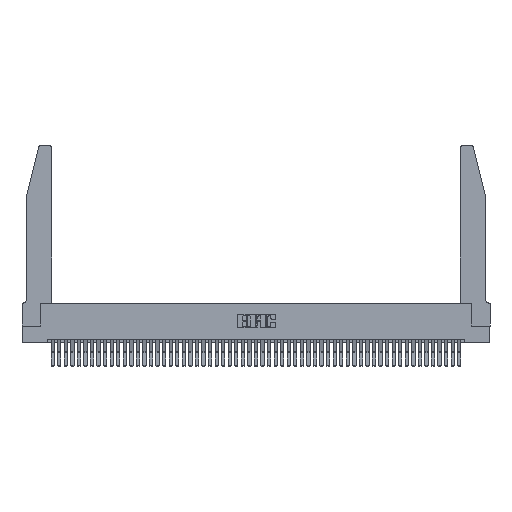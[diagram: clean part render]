
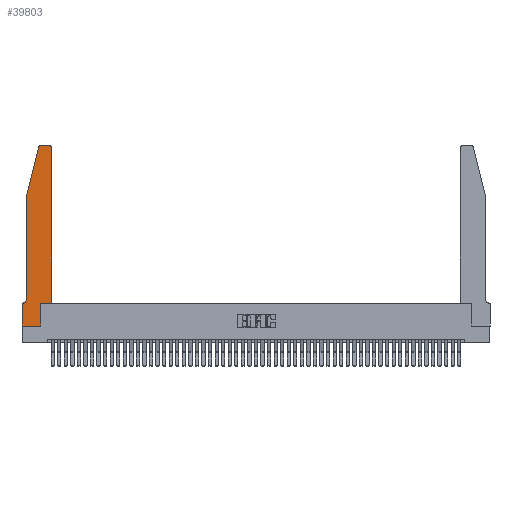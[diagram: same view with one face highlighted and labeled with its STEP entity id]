
A CAD part, top view. The second image highlights one B-rep face of the part: STEP entity #39803.
In plain terms, the highlighted planar face has unit normal (0, 0, 1).
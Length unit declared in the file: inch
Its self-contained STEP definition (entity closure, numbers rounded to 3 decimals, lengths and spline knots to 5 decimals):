
#447 = VECTOR ( 'NONE', #48170, 39.37008 ) ;
#834 = VECTOR ( 'NONE', #40878, 39.37008 ) ;
#919 = CARTESIAN_POINT ( 'NONE',  ( 0.0755, 2., 0.37 ) ) ;
#3545 = VECTOR ( 'NONE', #16370, 39.37008 ) ;
#3577 = EDGE_LOOP ( 'NONE', ( #45039, #18451, #10641, #4175, #41581, #12021, #5774, #22426, #37888, #39714, #16191, #39334 ) ) ;
#3902 = CIRCLE ( 'NONE', #48041, 0.03 ) ;
#4175 = ORIENTED_EDGE ( 'NONE', *, *, #46828, .T. ) ;
#4554 = EDGE_CURVE ( 'NONE', #16164, #26546, #16909, .T. ) ;
#4634 = CARTESIAN_POINT ( 'NONE',  ( 0.4505, 0.35, 0.37 ) ) ;
#4997 = CARTESIAN_POINT ( 'NONE',  ( 0., 0., 0.37 ) ) ;
#5048 = VECTOR ( 'NONE', #25087, 39.37008 ) ;
#5774 = ORIENTED_EDGE ( 'NONE', *, *, #7352, .T. ) ;
#6733 = EDGE_CURVE ( 'NONE', #13452, #40392, #11083, .T. ) ;
#6803 = EDGE_CURVE ( 'NONE', #31099, #23256, #50792, .T. ) ;
#7139 = DIRECTION ( 'NONE',  ( 0., 0., 1. ) ) ;
#7352 = EDGE_CURVE ( 'NONE', #20182, #16164, #35366, .T. ) ;
#7419 = EDGE_CURVE ( 'NONE', #40392, #24837, #34112, .T. ) ;
#9023 = CARTESIAN_POINT ( 'NONE',  ( 0.0755, 2., 0.37 ) ) ;
#10641 = ORIENTED_EDGE ( 'NONE', *, *, #11858, .T. ) ;
#11083 = LINE ( 'NONE', #16444, #447 ) ;
#11099 = CARTESIAN_POINT ( 'NONE',  ( 0., 0.35, 0.37 ) ) ;
#11245 = AXIS2_PLACEMENT_3D ( 'NONE', #14878, #42697, #18905 ) ;
#11453 = LINE ( 'NONE', #9023, #834 ) ;
#11858 = EDGE_CURVE ( 'NONE', #28850, #32970, #37192, .T. ) ;
#11867 = AXIS2_PLACEMENT_3D ( 'NONE', #40813, #16962, #44740 ) ;
#12021 = ORIENTED_EDGE ( 'NONE', *, *, #30448, .T. ) ;
#12329 = VECTOR ( 'NONE', #16460, 39.37008 ) ;
#12363 = CARTESIAN_POINT ( 'NONE',  ( 0., 0., 0.37 ) ) ;
#13272 = CARTESIAN_POINT ( 'NONE',  ( 0.4505, 2.72, 0.37 ) ) ;
#13452 = VERTEX_POINT ( 'NONE', #24252 ) ;
#13462 = CARTESIAN_POINT ( 'NONE',  ( 0.0755, 0.42, 0.37 ) ) ;
#13616 = CIRCLE ( 'NONE', #11245, 0.03 ) ;
#13796 = CARTESIAN_POINT ( 'NONE',  ( 0.2605, 2.75, 0.37 ) ) ;
#14489 = CARTESIAN_POINT ( 'NONE',  ( 0.2865, 0., 0.37 ) ) ;
#14878 = CARTESIAN_POINT ( 'NONE',  ( 0.4205, 2.72, 0.37 ) ) ;
#15094 = DIRECTION ( 'NONE',  ( 1., 0., 0. ) ) ;
#16164 = VERTEX_POINT ( 'NONE', #4997 ) ;
#16191 = ORIENTED_EDGE ( 'NONE', *, *, #7419, .T. ) ;
#16370 = DIRECTION ( 'NONE',  ( 0., -1., 0. ) ) ;
#16444 = CARTESIAN_POINT ( 'NONE',  ( 0.4505, 0.35, 0.37 ) ) ;
#16460 = DIRECTION ( 'NONE',  ( 0., 1., 0. ) ) ;
#16909 = LINE ( 'NONE', #42863, #47305 ) ;
#16962 = DIRECTION ( 'NONE',  ( 0., 0., -1. ) ) ;
#17040 = AXIS2_PLACEMENT_3D ( 'NONE', #11099, #38994, #15094 ) ;
#18451 = ORIENTED_EDGE ( 'NONE', *, *, #42436, .T. ) ;
#18905 = DIRECTION ( 'NONE',  ( 1., 0., 0. ) ) ;
#19454 = CARTESIAN_POINT ( 'NONE',  ( 0.25487, 2.72718, 0.37 ) ) ;
#20182 = VERTEX_POINT ( 'NONE', #42804 ) ;
#20844 = CARTESIAN_POINT ( 'NONE',  ( 0.2865, 0.35, 0.37 ) ) ;
#21656 = FACE_OUTER_BOUND ( 'NONE', #3577, .T. ) ;
#22426 = ORIENTED_EDGE ( 'NONE', *, *, #4554, .T. ) ;
#22910 = EDGE_CURVE ( 'NONE', #25392, #23264, #44083, .T. ) ;
#23115 = DIRECTION ( 'NONE',  ( 1., 0., 0. ) ) ;
#23256 = VERTEX_POINT ( 'NONE', #32100 ) ;
#23264 = VERTEX_POINT ( 'NONE', #24297 ) ;
#24252 = CARTESIAN_POINT ( 'NONE',  ( 0.2865, 0.35, 0.37 ) ) ;
#24297 = CARTESIAN_POINT ( 'NONE',  ( 0.284, 2.75, 0.37 ) ) ;
#24837 = VERTEX_POINT ( 'NONE', #13272 ) ;
#25087 = DIRECTION ( 'NONE',  ( -1., 0., 0. ) ) ;
#25392 = VERTEX_POINT ( 'NONE', #46861 ) ;
#26546 = VERTEX_POINT ( 'NONE', #14489 ) ;
#26577 = VECTOR ( 'NONE', #45099, 39.37008 ) ;
#28850 = VERTEX_POINT ( 'NONE', #19454 ) ;
#30448 = EDGE_CURVE ( 'NONE', #23256, #20182, #44817, .T. ) ;
#31006 = CARTESIAN_POINT ( 'NONE',  ( 0.284, 2.72, 0.37 ) ) ;
#31099 = VERTEX_POINT ( 'NONE', #13462 ) ;
#32100 = CARTESIAN_POINT ( 'NONE',  ( 0.0055, 0.35, 0.37 ) ) ;
#32970 = VERTEX_POINT ( 'NONE', #919 ) ;
#33603 = VECTOR ( 'NONE', #33896, 39.37008 ) ;
#33896 = DIRECTION ( 'NONE',  ( -1., 0., 0. ) ) ;
#34112 = LINE ( 'NONE', #4634, #12329 ) ;
#35025 = DIRECTION ( 'NONE',  ( 1., 0., 0. ) ) ;
#35216 = EDGE_CURVE ( 'NONE', #24837, #25392, #13616, .T. ) ;
#35366 = LINE ( 'NONE', #12363, #3545 ) ;
#37192 = LINE ( 'NONE', #37233, #26577 ) ;
#37233 = CARTESIAN_POINT ( 'NONE',  ( 0.0755, 2., 0.37 ) ) ;
#37888 = ORIENTED_EDGE ( 'NONE', *, *, #40074, .T. ) ;
#38994 = DIRECTION ( 'NONE',  ( 0., 0., 1. ) ) ;
#39334 = ORIENTED_EDGE ( 'NONE', *, *, #35216, .T. ) ;
#39714 = ORIENTED_EDGE ( 'NONE', *, *, #6733, .T. ) ;
#39803 = ADVANCED_FACE ( 'NONE', ( #21656 ), #50624, .T. ) ;
#40074 = EDGE_CURVE ( 'NONE', #26546, #13452, #42139, .T. ) ;
#40392 = VERTEX_POINT ( 'NONE', #50053 ) ;
#40813 = CARTESIAN_POINT ( 'NONE',  ( 0.0055, 0.42, 0.37 ) ) ;
#40878 = DIRECTION ( 'NONE',  ( 0., -1., 0. ) ) ;
#40923 = VECTOR ( 'NONE', #44764, 39.37008 ) ;
#41581 = ORIENTED_EDGE ( 'NONE', *, *, #6803, .T. ) ;
#42139 = LINE ( 'NONE', #20844, #40923 ) ;
#42436 = EDGE_CURVE ( 'NONE', #23264, #28850, #3902, .T. ) ;
#42697 = DIRECTION ( 'NONE',  ( 0., 0., 1. ) ) ;
#42804 = CARTESIAN_POINT ( 'NONE',  ( 0., 0.35, 0.37 ) ) ;
#42863 = CARTESIAN_POINT ( 'NONE',  ( 0., 0., 0.37 ) ) ;
#44083 = LINE ( 'NONE', #13796, #33603 ) ;
#44740 = DIRECTION ( 'NONE',  ( -1., 0., 0. ) ) ;
#44764 = DIRECTION ( 'NONE',  ( 0., 1., 0. ) ) ;
#44817 = LINE ( 'NONE', #48744, #5048 ) ;
#45039 = ORIENTED_EDGE ( 'NONE', *, *, #22910, .T. ) ;
#45099 = DIRECTION ( 'NONE',  ( -0.239, -0.971, 0. ) ) ;
#46828 = EDGE_CURVE ( 'NONE', #32970, #31099, #11453, .T. ) ;
#46861 = CARTESIAN_POINT ( 'NONE',  ( 0.4205, 2.75, 0.37 ) ) ;
#47305 = VECTOR ( 'NONE', #23115, 39.37008 ) ;
#48041 = AXIS2_PLACEMENT_3D ( 'NONE', #31006, #7139, #35025 ) ;
#48170 = DIRECTION ( 'NONE',  ( 1., 0., 0. ) ) ;
#48744 = CARTESIAN_POINT ( 'NONE',  ( 0.0755, 0.35, 0.37 ) ) ;
#50053 = CARTESIAN_POINT ( 'NONE',  ( 0.4505, 0.35, 0.37 ) ) ;
#50624 = PLANE ( 'NONE',  #17040 ) ;
#50792 = CIRCLE ( 'NONE', #11867, 0.07 ) ;
